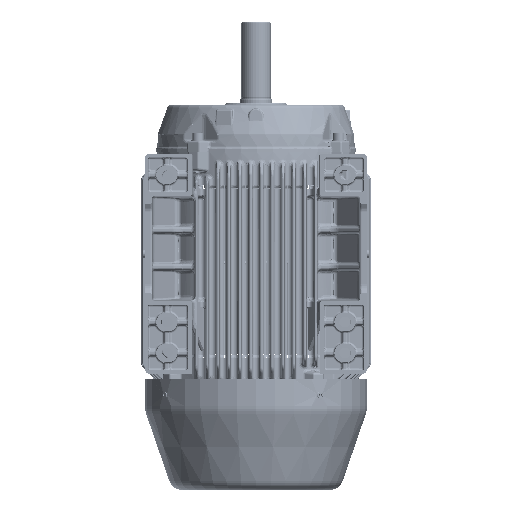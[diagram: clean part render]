
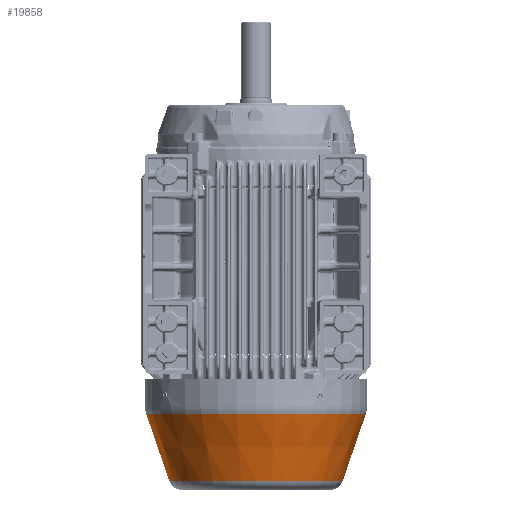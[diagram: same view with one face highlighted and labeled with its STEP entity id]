
A CAD part, front view. The second image highlights one B-rep face of the part: STEP entity #19858.
In plain terms, the highlighted conical face has half-angle 19 degrees and reference radius 123.91 mm.
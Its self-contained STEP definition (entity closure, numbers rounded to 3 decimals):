
#17932=FACE_BOUND('',#32761,.T.);
#17933=FACE_BOUND('',#32762,.T.);
#19858=ADVANCED_FACE('',(#17932,#17933),#24746,.T.);
#24746=CONICAL_SURFACE('',#109107,123.91,19.);
#32761=EDGE_LOOP('',(#50097));
#32762=EDGE_LOOP('',(#50098));
#50097=ORIENTED_EDGE('',*,*,#87665,.T.);
#50098=ORIENTED_EDGE('',*,*,#87666,.F.);
#75607=VERTEX_POINT('',#166483);
#75608=VERTEX_POINT('',#166486);
#87665=EDGE_CURVE('',#75607,#75607,#102462,.T.);
#87666=EDGE_CURVE('',#75608,#75608,#102463,.T.);
#102462=CIRCLE('',#109104,156.593);
#102463=CIRCLE('',#109106,123.91);
#109104=AXIS2_PLACEMENT_3D('',#166482,#122892,#122893);
#109106=AXIS2_PLACEMENT_3D('',#166485,#122896,#122897);
#109107=AXIS2_PLACEMENT_3D('',#166487,#122898,#122899);
#122892=DIRECTION('',(0.,0.,-1.));
#122893=DIRECTION('',(-1.,0.,0.));
#122896=DIRECTION('',(0.,0.,-1.));
#122897=DIRECTION('',(-1.,0.,0.));
#122898=DIRECTION('',(0.,0.,1.));
#122899=DIRECTION('',(1.,0.,0.));
#166482=CARTESIAN_POINT('',(0.,0.,-449.094));
#166483=CARTESIAN_POINT('',(-156.593,0.,-449.094));
#166485=CARTESIAN_POINT('',(0.,0.,-544.011));
#166486=CARTESIAN_POINT('',(-123.91,0.,-544.011));
#166487=CARTESIAN_POINT('',(0.,0.,-544.011));
